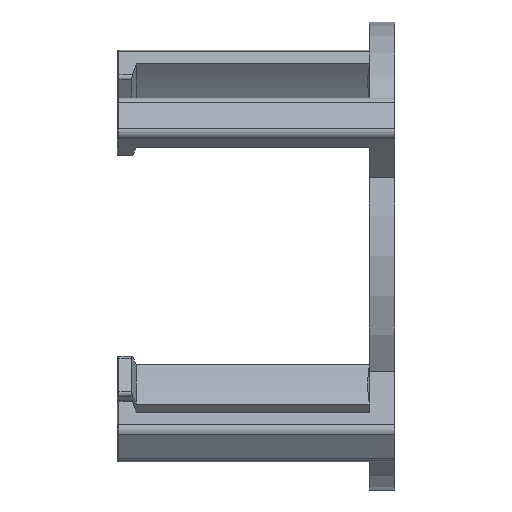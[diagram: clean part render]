
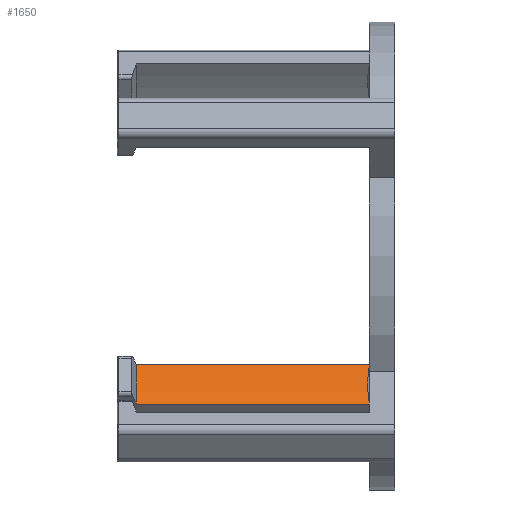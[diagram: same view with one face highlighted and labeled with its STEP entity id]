
A CAD part, left-side view. The second image highlights one B-rep face of the part: STEP entity #1650.
In plain terms, the highlighted cylindrical face has radius 41.608 mm (diameter 83.217 mm), a partial arc.
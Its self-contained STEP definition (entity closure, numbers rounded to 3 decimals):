
#25=ELLIPSE('',#1823,93.039,41.608);
#175=FACE_OUTER_BOUND('',#274,.T.);
#274=EDGE_LOOP('',(#1370,#1371,#1372,#1373));
#377=LINE('',#2793,#491);
#397=LINE('',#2965,#511);
#491=VECTOR('',#2165,10.);
#511=VECTOR('',#2251,10.);
#612=CIRCLE('',#1802,41.608);
#740=VERTEX_POINT('',#2788);
#741=VERTEX_POINT('',#2792);
#756=VERTEX_POINT('',#2896);
#766=VERTEX_POINT('',#2964);
#938=EDGE_CURVE('',#741,#740,#377,.T.);
#961=EDGE_CURVE('',#756,#740,#612,.T.);
#984=EDGE_CURVE('',#766,#756,#397,.T.);
#985=EDGE_CURVE('',#741,#766,#25,.T.);
#1370=ORIENTED_EDGE('',*,*,#961,.F.);
#1371=ORIENTED_EDGE('',*,*,#984,.F.);
#1372=ORIENTED_EDGE('',*,*,#985,.F.);
#1373=ORIENTED_EDGE('',*,*,#938,.T.);
#1565=CYLINDRICAL_SURFACE('',#1822,41.608);
#1650=ADVANCED_FACE('',(#175),#1565,.F.);
#1802=AXIS2_PLACEMENT_3D('',#2900,#2197,#2198);
#1822=AXIS2_PLACEMENT_3D('',#2963,#2249,#2250);
#1823=AXIS2_PLACEMENT_3D('',#2966,#2252,#2253);
#2165=DIRECTION('',(0.,1.,0.));
#2197=DIRECTION('center_axis',(0.,-1.,0.));
#2198=DIRECTION('ref_axis',(0.873,0.,-0.487));
#2249=DIRECTION('center_axis',(0.,1.,0.));
#2250=DIRECTION('ref_axis',(0.873,0.,-0.487));
#2251=DIRECTION('',(0.,1.,0.));
#2252=DIRECTION('center_axis',(-0.811,0.447,0.378));
#2253=DIRECTION('ref_axis',(0.405,0.894,-0.189));
#2788=CARTESIAN_POINT('',(33.043,20.4,1.89));
#2792=CARTESIAN_POINT('',(33.043,-11.5,1.89));
#2793=CARTESIAN_POINT('',(33.043,-15.,1.89));
#2896=CARTESIAN_POINT('',(30.508,20.4,-3.548));
#2900=CARTESIAN_POINT('Origin',(-5.836,20.4,16.71));
#2963=CARTESIAN_POINT('Origin',(-5.836,-15.,16.71));
#2964=CARTESIAN_POINT('',(30.508,-11.5,-3.548));
#2965=CARTESIAN_POINT('',(30.508,-15.,-3.548));
#2966=CARTESIAN_POINT('Origin',(-5.836,-94.5,16.71));
